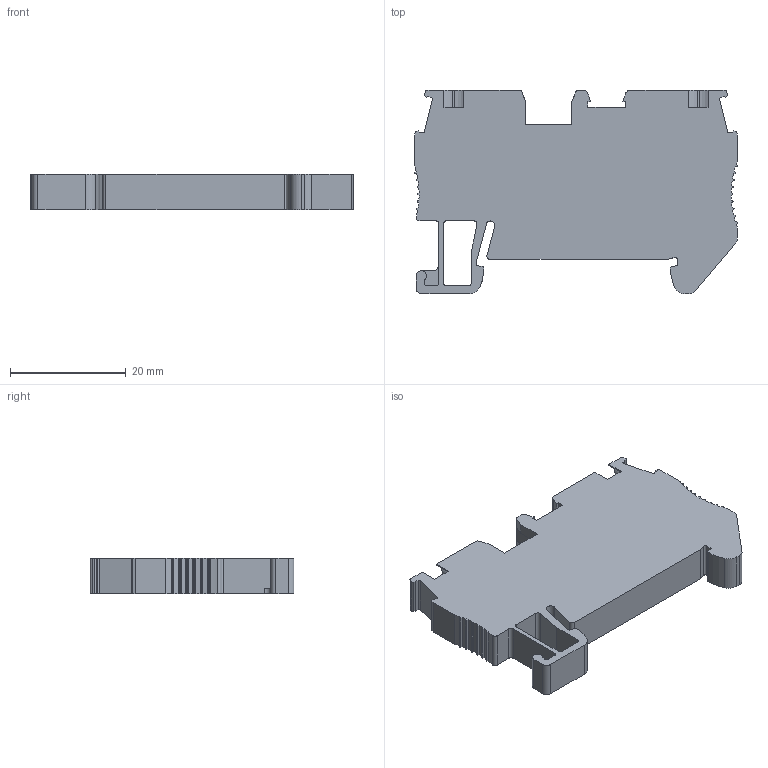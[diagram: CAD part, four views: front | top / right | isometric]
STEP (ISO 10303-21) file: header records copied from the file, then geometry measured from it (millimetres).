
FILE_DESCRIPTION((''),'2;1');
FILE_NAME('UJ5-4','2022-02-22T',('Administrator'),(''),'PRO/ENGINEER BY PARAMETRIC TECHNOLOGY CORPORATION, 2013230','PRO/ENGINEER BY PARAMETRIC TECHNOLOGY CORPORATION, 2013230','');
FILE_SCHEMA(('AUTOMOTIVE_DESIGN { 1 0 10303 214 1 1 1 1 }'));
Length unit declared in the file: millimetre
Products named in the file (1): UJ5-4
Bounding box: 55.8 x 35.2 x 6.2 mm (x, y, z)
Volume: 8817.9 mm3; surface area: 5073.8 mm2
Topology: 1 solids, 1 shells, 207 faces, 663 edges, 460 vertices
Faces by surface type: plane 134, cylinder 73
Entity records: 7525 total; most frequent: CARTESIAN_POINT 1362, ORIENTED_EDGE 1326, DIRECTION 1270, EDGE_CURVE 663, VERTEX_POINT 460, VECTOR 458, LINE 458, AXIS2_PLACEMENT_3D 406
